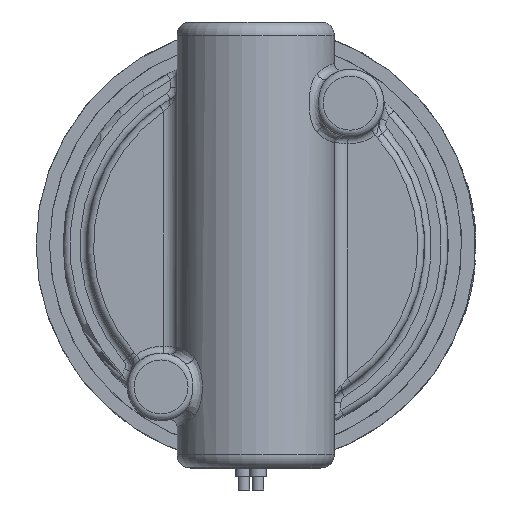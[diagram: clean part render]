
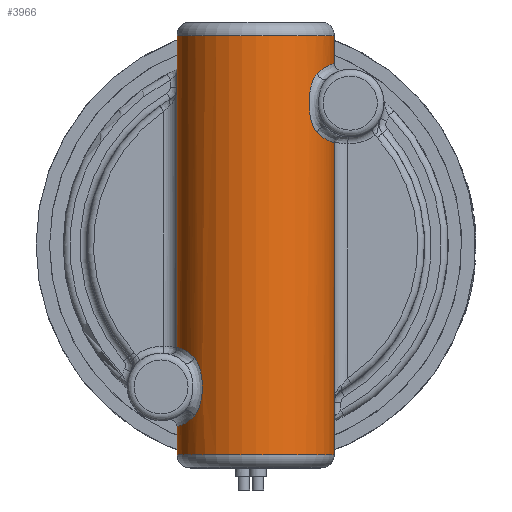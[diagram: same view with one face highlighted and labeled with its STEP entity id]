
A CAD part, front view. The second image highlights one B-rep face of the part: STEP entity #3966.
In plain terms, the highlighted cylindrical face has radius 11.626 mm (diameter 23.251 mm), a partial arc.
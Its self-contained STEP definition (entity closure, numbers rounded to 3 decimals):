
#342=B_SPLINE_CURVE_WITH_KNOTS('',3,(#7693,#7694,#7695,#7696,#7697,#7698),
 .UNSPECIFIED.,.F.,.F.,(4,1,1,4),(-0.873,-0.624,
-0.374,0.),.UNSPECIFIED.);
#344=B_SPLINE_CURVE_WITH_KNOTS('',3,(#7762,#7763,#7764,#7765,#7766,#7767,
#7768,#7769,#7770),.UNSPECIFIED.,.F.,.F.,(4,1,1,1,1,1,4),(-0.99,
-0.849,-0.707,-0.424,-0.283,
-0.141,0.),.UNSPECIFIED.);
#347=B_SPLINE_CURVE_WITH_KNOTS('',3,(#7824,#7825,#7826,#7827,#7828,#7829),
 .UNSPECIFIED.,.F.,.F.,(4,1,1,4),(-2.815,-2.441,-2.192,
-1.942),.UNSPECIFIED.);
#350=B_SPLINE_CURVE_WITH_KNOTS('',3,(#7865,#7866,#7867,#7868,#7869,#7870),
 .UNSPECIFIED.,.F.,.F.,(4,1,1,4),(-0.873,-0.624,
-0.374,0.),.UNSPECIFIED.);
#351=B_SPLINE_CURVE_WITH_KNOTS('',3,(#7872,#7873,#7874,#7875,#7876,#7877,
#7878,#7879),.UNSPECIFIED.,.F.,.F.,(4,1,1,1,1,4),(-0.99,-0.849,
-0.707,-0.424,-0.141,0.),
 .UNSPECIFIED.);
#352=B_SPLINE_CURVE_WITH_KNOTS('',3,(#7881,#7882,#7883,#7884,#7885),
 .UNSPECIFIED.,.F.,.F.,(4,1,4),(-2.815,-2.316,-1.942),
 .UNSPECIFIED.);
#500=FACE_OUTER_BOUND('',#746,.T.);
#746=EDGE_LOOP('',(#3039,#3040,#3041,#3042,#3043,#3044,#3045,#3046,#3047,
#3048,#3049,#3050));
#981=CIRCLE('',#4391,11.626);
#982=CIRCLE('',#4392,11.626);
#1225=LINE('',#7220,#1425);
#1233=LINE('',#7248,#1433);
#1245=LINE('',#7849,#1445);
#1250=LINE('',#7886,#1450);
#1425=VECTOR('',#5030,10.);
#1433=VECTOR('',#5044,10.);
#1445=VECTOR('',#5120,10.);
#1450=VECTOR('',#5129,10.);
#1653=VERTEX_POINT('',#6884);
#1667=VERTEX_POINT('',#6939);
#1693=VERTEX_POINT('',#7219);
#1694=VERTEX_POINT('',#7223);
#1700=VERTEX_POINT('',#7246);
#1738=VERTEX_POINT('',#7650);
#1740=VERTEX_POINT('',#7691);
#1742=VERTEX_POINT('',#7760);
#1748=VERTEX_POINT('',#7848);
#1752=VERTEX_POINT('',#7864);
#1753=VERTEX_POINT('',#7871);
#1754=VERTEX_POINT('',#7880);
#2136=EDGE_CURVE('',#1667,#1693,#1225,.T.);
#2146=EDGE_CURVE('',#1694,#1700,#1233,.T.);
#2197=EDGE_CURVE('',#1740,#1738,#342,.T.);
#2200=EDGE_CURVE('',#1742,#1740,#344,.T.);
#2204=EDGE_CURVE('',#1693,#1742,#347,.T.);
#2212=EDGE_CURVE('',#1738,#1748,#1245,.T.);
#2218=EDGE_CURVE('',#1694,#1667,#981,.T.);
#2219=EDGE_CURVE('',#1752,#1700,#350,.T.);
#2220=EDGE_CURVE('',#1753,#1752,#351,.T.);
#2221=EDGE_CURVE('',#1754,#1753,#352,.T.);
#2222=EDGE_CURVE('',#1754,#1653,#1250,.T.);
#2223=EDGE_CURVE('',#1748,#1653,#982,.T.);
#3039=ORIENTED_EDGE('',*,*,#2197,.F.);
#3040=ORIENTED_EDGE('',*,*,#2200,.F.);
#3041=ORIENTED_EDGE('',*,*,#2204,.F.);
#3042=ORIENTED_EDGE('',*,*,#2136,.F.);
#3043=ORIENTED_EDGE('',*,*,#2218,.F.);
#3044=ORIENTED_EDGE('',*,*,#2146,.T.);
#3045=ORIENTED_EDGE('',*,*,#2219,.F.);
#3046=ORIENTED_EDGE('',*,*,#2220,.F.);
#3047=ORIENTED_EDGE('',*,*,#2221,.F.);
#3048=ORIENTED_EDGE('',*,*,#2222,.T.);
#3049=ORIENTED_EDGE('',*,*,#2223,.F.);
#3050=ORIENTED_EDGE('',*,*,#2212,.F.);
#3633=CYLINDRICAL_SURFACE('',#4390,11.626);
#3966=ADVANCED_FACE('',(#500),#3633,.T.);
#4390=AXIS2_PLACEMENT_3D('',#7862,#5125,#5126);
#4391=AXIS2_PLACEMENT_3D('',#7863,#5127,#5128);
#4392=AXIS2_PLACEMENT_3D('',#7887,#5130,#5131);
#5030=DIRECTION('',(0.,0.,1.));
#5044=DIRECTION('',(0.,0.,1.));
#5120=DIRECTION('',(0.,0.,1.));
#5125=DIRECTION('center_axis',(0.,0.,1.));
#5126=DIRECTION('ref_axis',(1.,0.,0.));
#5127=DIRECTION('center_axis',(0.,0.,-1.));
#5128=DIRECTION('ref_axis',(0.,-1.,0.));
#5129=DIRECTION('',(0.,0.,1.));
#5130=DIRECTION('center_axis',(0.,0.,1.));
#5131=DIRECTION('ref_axis',(0.,-1.,0.));
#6884=CARTESIAN_POINT('',(11.626,0.,31.));
#6939=CARTESIAN_POINT('',(-11.626,0.,-31.));
#7219=CARTESIAN_POINT('',(-11.626,0.,-26.84));
#7220=CARTESIAN_POINT('',(-11.626,0.,0.));
#7223=CARTESIAN_POINT('',(11.626,0.,-31.));
#7246=CARTESIAN_POINT('',(11.626,0.,15.16));
#7248=CARTESIAN_POINT('',(11.626,0.,0.));
#7650=CARTESIAN_POINT('',(-11.626,0.,-15.16));
#7691=CARTESIAN_POINT('',(-9.087,-7.251,-16.649));
#7693=CARTESIAN_POINT('Ctrl Pts',(-9.087,-7.251,-16.649));
#7694=CARTESIAN_POINT('Ctrl Pts',(-9.498,-6.736,-16.225));
#7695=CARTESIAN_POINT('Ctrl Pts',(-10.31,-5.527,-15.643));
#7696=CARTESIAN_POINT('Ctrl Pts',(-11.338,-3.063,-15.216));
#7697=CARTESIAN_POINT('Ctrl Pts',(-11.626,-1.148,-15.16));
#7698=CARTESIAN_POINT('Ctrl Pts',(-11.626,0.,-15.16));
#7760=CARTESIAN_POINT('',(-9.087,-7.251,-25.351));
#7762=CARTESIAN_POINT('Ctrl Pts',(-9.087,-7.251,-25.351));
#7763=CARTESIAN_POINT('Ctrl Pts',(-8.854,-7.543,-25.111));
#7764=CARTESIAN_POINT('Ctrl Pts',(-8.446,-7.999,-24.41));
#7765=CARTESIAN_POINT('Ctrl Pts',(-7.937,-8.5,-22.672));
#7766=CARTESIAN_POINT('Ctrl Pts',(-7.825,-8.597,-20.754));
#7767=CARTESIAN_POINT('Ctrl Pts',(-8.063,-8.378,-18.893));
#7768=CARTESIAN_POINT('Ctrl Pts',(-8.448,-7.997,-17.591));
#7769=CARTESIAN_POINT('Ctrl Pts',(-8.854,-7.543,-16.889));
#7770=CARTESIAN_POINT('Ctrl Pts',(-9.087,-7.251,-16.649));
#7824=CARTESIAN_POINT('Ctrl Pts',(-11.626,0.,-26.84));
#7825=CARTESIAN_POINT('Ctrl Pts',(-11.626,-1.148,-26.84));
#7826=CARTESIAN_POINT('Ctrl Pts',(-11.338,-3.063,-26.784));
#7827=CARTESIAN_POINT('Ctrl Pts',(-10.31,-5.527,-26.357));
#7828=CARTESIAN_POINT('Ctrl Pts',(-9.498,-6.736,-25.775));
#7829=CARTESIAN_POINT('Ctrl Pts',(-9.087,-7.251,-25.351));
#7848=CARTESIAN_POINT('',(-11.626,0.,31.));
#7849=CARTESIAN_POINT('',(-11.626,0.,0.));
#7862=CARTESIAN_POINT('Origin',(0.,0.,0.));
#7863=CARTESIAN_POINT('Origin',(0.,0.,-31.));
#7864=CARTESIAN_POINT('',(9.087,-7.251,16.649));
#7865=CARTESIAN_POINT('Ctrl Pts',(9.087,-7.251,16.649));
#7866=CARTESIAN_POINT('Ctrl Pts',(9.498,-6.736,16.225));
#7867=CARTESIAN_POINT('Ctrl Pts',(10.31,-5.527,15.643));
#7868=CARTESIAN_POINT('Ctrl Pts',(11.338,-3.063,15.216));
#7869=CARTESIAN_POINT('Ctrl Pts',(11.626,-1.148,15.16));
#7870=CARTESIAN_POINT('Ctrl Pts',(11.626,0.,15.16));
#7871=CARTESIAN_POINT('',(9.087,-7.251,25.351));
#7872=CARTESIAN_POINT('Ctrl Pts',(9.087,-7.251,25.351));
#7873=CARTESIAN_POINT('Ctrl Pts',(8.854,-7.543,25.111));
#7874=CARTESIAN_POINT('Ctrl Pts',(8.446,-7.999,24.411));
#7875=CARTESIAN_POINT('Ctrl Pts',(7.937,-8.501,22.67));
#7876=CARTESIAN_POINT('Ctrl Pts',(7.796,-8.618,20.283));
#7877=CARTESIAN_POINT('Ctrl Pts',(8.242,-8.221,17.954));
#7878=CARTESIAN_POINT('Ctrl Pts',(8.854,-7.543,16.889));
#7879=CARTESIAN_POINT('Ctrl Pts',(9.087,-7.251,16.649));
#7880=CARTESIAN_POINT('',(11.626,0.,26.84));
#7881=CARTESIAN_POINT('Ctrl Pts',(11.626,0.,26.84));
#7882=CARTESIAN_POINT('Ctrl Pts',(11.626,-1.531,26.84));
#7883=CARTESIAN_POINT('Ctrl Pts',(11.086,-4.217,26.761));
#7884=CARTESIAN_POINT('Ctrl Pts',(9.704,-6.478,25.987));
#7885=CARTESIAN_POINT('Ctrl Pts',(9.087,-7.251,25.351));
#7886=CARTESIAN_POINT('',(11.626,0.,0.));
#7887=CARTESIAN_POINT('Origin',(0.,0.,31.));
